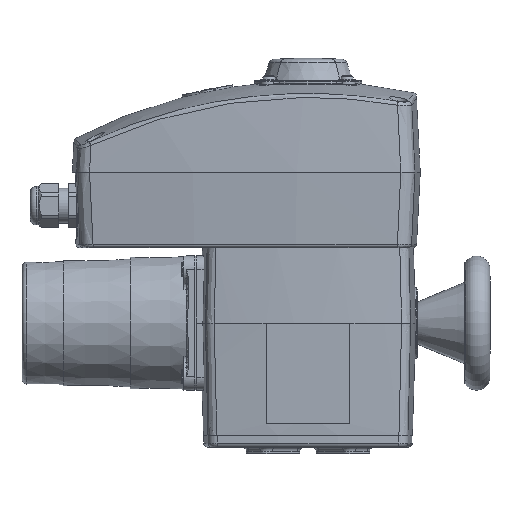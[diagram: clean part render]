
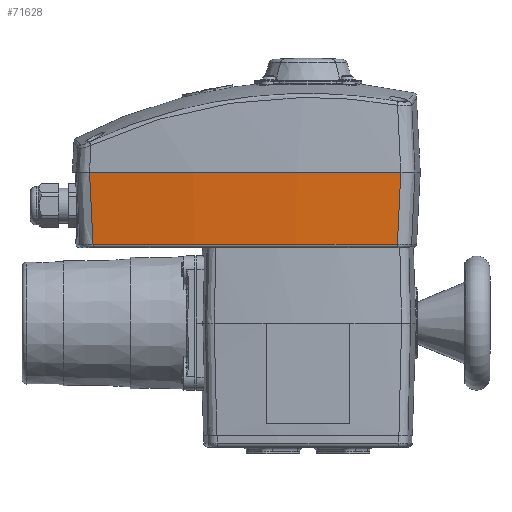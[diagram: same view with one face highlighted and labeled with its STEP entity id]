
A CAD part, left-side view. The second image highlights one B-rep face of the part: STEP entity #71628.
In plain terms, the highlighted conical face has half-angle 3 degrees and reference radius 1001.8 mm.
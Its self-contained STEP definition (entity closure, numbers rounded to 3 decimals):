
#68201=CARTESIAN_POINT('',(-130.226,-60.8,0.));
#68202=VERTEX_POINT('',#68201);
#68225=CARTESIAN_POINT('',(55.32,-67.771,0.));
#68226=VERTEX_POINT('',#68225);
#68227=CARTESIAN_POINT('',(0.,932.5,0.0));
#68228=DIRECTION('',(0.0,0.0,1.));
#68229=DIRECTION('',(-0.137,-0.991,0.0));
#68230=AXIS2_PLACEMENT_3D('',#68227,#68228,#68229);
#68231=CIRCLE('',#68230,1001.8);
#68232=EDGE_CURVE('',#68202,#68226,#68231,.T.);
#71144=CARTESIAN_POINT('',(-128.148,-58.792,-43.105));
#71145=VERTEX_POINT('',#71144);
#71164=CARTESIAN_POINT('',(53.281,-65.62,-43.105));
#71165=VERTEX_POINT('',#71164);
#71173=CARTESIAN_POINT('',(0.,932.5,-43.105));
#71174=DIRECTION('',(0.0,0.0,-1.));
#71175=DIRECTION('',(-0.038,-0.999,0.0));
#71176=AXIS2_PLACEMENT_3D('',#71173,#71174,#71175);
#71177=CIRCLE('',#71176,999.541);
#71178=EDGE_CURVE('',#71165,#71145,#71177,.T.);
#71599=CARTESIAN_POINT('',(-128.148,-58.792,-43.105));
#71600=CARTESIAN_POINT('',(-128.842,-59.462,-28.737));
#71601=CARTESIAN_POINT('',(-129.535,-60.131,-14.368));
#71602=CARTESIAN_POINT('',(-130.226,-60.8,0.));
#71603=B_SPLINE_CURVE_WITH_KNOTS('',3,(#71599,#71600,#71601,#71602),.UNSPECIFIED.,.F.,.U.,(4,4),(-5.224,-0.904),.UNSPECIFIED.);
#71604=EDGE_CURVE('',#71145,#68202,#71603,.T.);
#71611=CARTESIAN_POINT('',(0.,932.5,0.0));
#71612=DIRECTION('',(0.0,0.0,1.0));
#71613=DIRECTION('',(-0.137,-0.991,0.0));
#71614=AXIS2_PLACEMENT_3D('',#71611,#71612,#71613);
#71615=CONICAL_SURFACE('',#71614,1001.8,3.0);
#71616=ORIENTED_EDGE('',*,*,#71178,.F.);
#71617=CARTESIAN_POINT('',(55.32,-67.771,0.));
#71618=CARTESIAN_POINT('',(54.642,-67.055,-14.368));
#71619=CARTESIAN_POINT('',(53.962,-66.338,-28.737));
#71620=CARTESIAN_POINT('',(53.281,-65.62,-43.105));
#71621=B_SPLINE_CURVE_WITH_KNOTS('',3,(#71617,#71618,#71619,#71620),.UNSPECIFIED.,.F.,.U.,(4,4),(0.905,5.225),.UNSPECIFIED.);
#71622=EDGE_CURVE('',#68226,#71165,#71621,.T.);
#71623=ORIENTED_EDGE('',*,*,#71622,.F.);
#71624=ORIENTED_EDGE('',*,*,#68232,.F.);
#71625=ORIENTED_EDGE('',*,*,#71604,.F.);
#71626=EDGE_LOOP('',(#71616,#71623,#71624,#71625));
#71627=FACE_OUTER_BOUND('',#71626,.T.);
#71628=ADVANCED_FACE('',(#71627),#71615,.T.);
